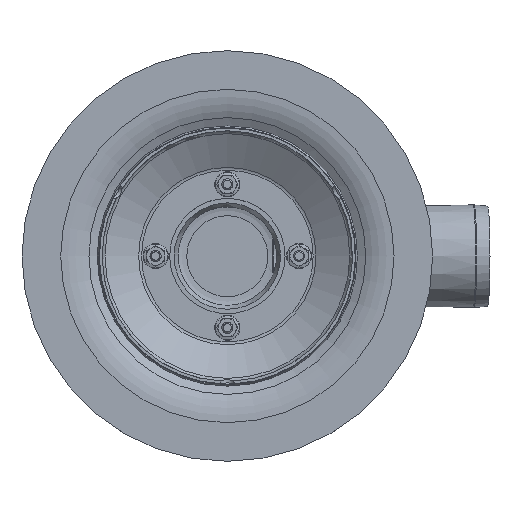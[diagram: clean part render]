
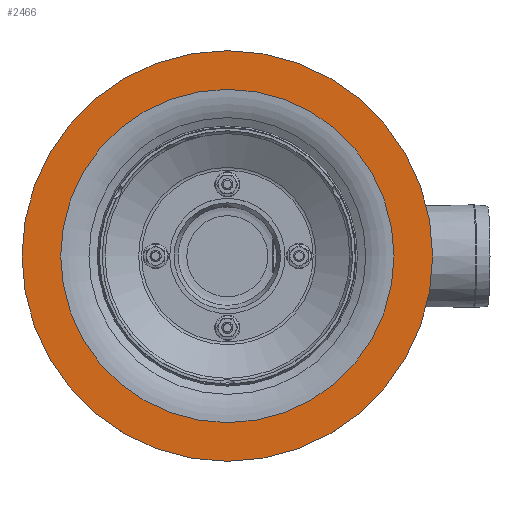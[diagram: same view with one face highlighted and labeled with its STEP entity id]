
A CAD part, top view. The second image highlights one B-rep face of the part: STEP entity #2466.
In plain terms, the highlighted planar face has unit normal (0, 0, 1).
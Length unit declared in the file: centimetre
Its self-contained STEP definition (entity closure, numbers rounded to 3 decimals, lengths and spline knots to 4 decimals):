
#236=FACE_BOUND('',#469,.T.);
#254=PLANE('',#2672);
#292=FACE_OUTER_BOUND('',#468,.T.);
#468=EDGE_LOOP('',(#1727));
#469=EDGE_LOOP('',(#1728));
#888=CIRCLE('',#2643,146.);
#905=CIRCLE('',#2670,118.5);
#1089=VERTEX_POINT('',#3911);
#1103=VERTEX_POINT('',#3956);
#1309=EDGE_CURVE('',#1089,#1089,#888,.T.);
#1329=EDGE_CURVE('',#1103,#1103,#905,.T.);
#1727=ORIENTED_EDGE('',*,*,#1309,.F.);
#1728=ORIENTED_EDGE('',*,*,#1329,.T.);
#2466=ADVANCED_FACE('',(#292,#236),#254,.T.);
#2643=AXIS2_PLACEMENT_3D('',#3913,#3030,#3031);
#2670=AXIS2_PLACEMENT_3D('',#3957,#3087,#3088);
#2672=AXIS2_PLACEMENT_3D('',#3959,#3091,#3092);
#3030=DIRECTION('center_axis',(0.,0.,-1.));
#3031=DIRECTION('ref_axis',(1.,0.,0.));
#3087=DIRECTION('center_axis',(0.,0.,-1.));
#3088=DIRECTION('ref_axis',(1.,0.,0.));
#3091=DIRECTION('center_axis',(0.,0.,1.));
#3092=DIRECTION('ref_axis',(0.,-1.,0.));
#3911=CARTESIAN_POINT('',(146.,0.,70.3548));
#3913=CARTESIAN_POINT('Origin',(0.,0.,70.3548));
#3956=CARTESIAN_POINT('',(0.,-118.5,70.3548));
#3957=CARTESIAN_POINT('Origin',(0.,0.,70.3548));
#3959=CARTESIAN_POINT('Origin',(-146.,0.,70.3548));
